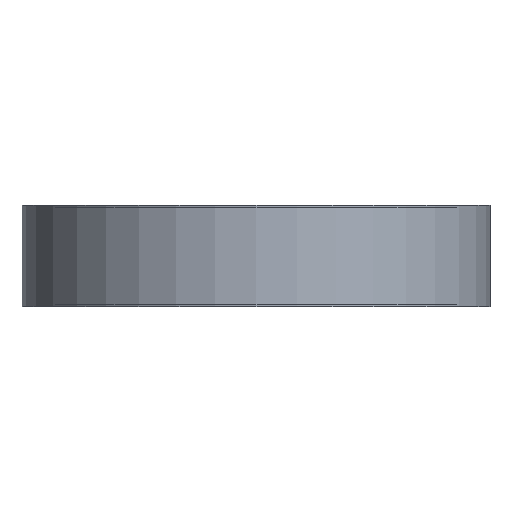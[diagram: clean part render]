
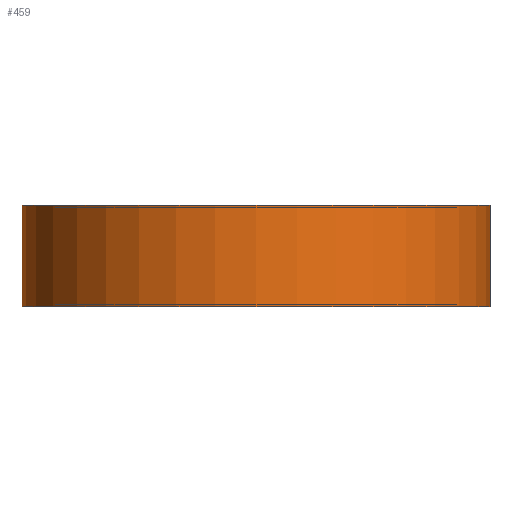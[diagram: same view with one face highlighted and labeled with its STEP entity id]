
A CAD part, left-side view. The second image highlights one B-rep face of the part: STEP entity #459.
In plain terms, the highlighted cylindrical face has radius 13.765 mm (diameter 27.531 mm), a partial arc.
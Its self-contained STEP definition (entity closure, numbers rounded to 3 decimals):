
#31=CARTESIAN_POINT('',(-20.625,0.,3.));
#32=DIRECTION('',(0.,0.,-1.));
#33=DIRECTION('',(0.,-1.,0.));
#34=AXIS2_PLACEMENT_3D('',#31,#32,#33);
#90=DIRECTION('',(0.,0.,1.));
#91=VECTOR('',#90,6.);
#92=CARTESIAN_POINT('',(-20.625,-13.766,-3.));
#93=LINE('',#92,#91);
#94=CARTESIAN_POINT('',(-20.625,0.,-3.));
#95=DIRECTION('',(0.,0.,-1.));
#96=DIRECTION('',(0.,-1.,0.));
#97=AXIS2_PLACEMENT_3D('',#94,#95,#96);
#99=DIRECTION('',(0.,0.,1.));
#100=VECTOR('',#99,6.);
#101=CARTESIAN_POINT('',(-20.625,13.766,-3.));
#102=LINE('',#101,#100);
#290=CARTESIAN_POINT('',(-20.625,13.766,-3.));
#291=CARTESIAN_POINT('',(-20.625,13.766,3.));
#292=VERTEX_POINT('',#290);
#293=VERTEX_POINT('',#291);
#314=CARTESIAN_POINT('',(-20.625,-13.766,-3.));
#315=CARTESIAN_POINT('',(-20.625,-13.766,3.));
#316=VERTEX_POINT('',#314);
#317=VERTEX_POINT('',#315);
#446=CARTESIAN_POINT('',(-20.625,0.,1.));
#447=DIRECTION('',(0.,0.,-1.));
#448=DIRECTION('',(0.,1.,0.));
#449=AXIS2_PLACEMENT_3D('',#446,#447,#448);
#450=CYLINDRICAL_SURFACE('',#449,13.766);
#452=ORIENTED_EDGE('',*,*,#451,.F.);
#454=ORIENTED_EDGE('',*,*,#453,.T.);
#455=ORIENTED_EDGE('',*,*,#436,.T.);
#456=ORIENTED_EDGE('',*,*,#393,.F.);
#457=EDGE_LOOP('',(#452,#454,#455,#456));
#458=FACE_OUTER_BOUND('',#457,.F.);
#35=CIRCLE('',#34,13.766);
#98=CIRCLE('',#97,13.766);
#393=EDGE_CURVE('',#317,#293,#35,.T.);
#436=EDGE_CURVE('',#292,#293,#102,.T.);
#451=EDGE_CURVE('',#316,#317,#93,.T.);
#453=EDGE_CURVE('',#316,#292,#98,.T.);
#459=ADVANCED_FACE('',(#458),#450,.T.);
